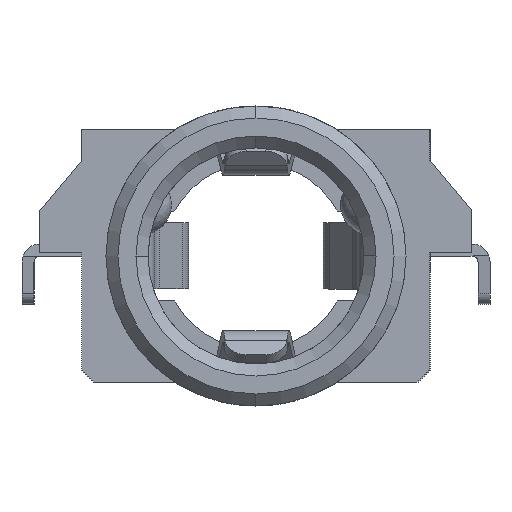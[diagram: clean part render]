
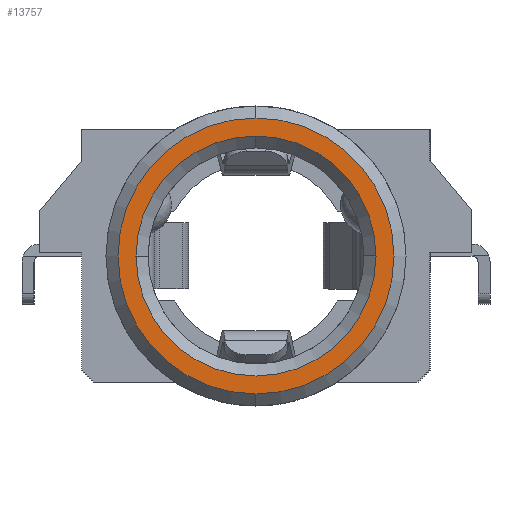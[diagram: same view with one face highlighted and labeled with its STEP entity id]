
A CAD part, left-side view. The second image highlights one B-rep face of the part: STEP entity #13757.
In plain terms, the highlighted planar face has unit normal (-1, 0, 0).
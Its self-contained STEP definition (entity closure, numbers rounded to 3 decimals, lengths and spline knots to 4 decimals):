
#8450 = EDGE_CURVE('',#8451,#8453,#8455,.T.);
#8451 = VERTEX_POINT('',#8452);
#8452 = CARTESIAN_POINT('',(-7.9156,-0.431,2.1)
  );
#8453 = VERTEX_POINT('',#8454);
#8454 = CARTESIAN_POINT('',(-7.9156,-2.431,0.1));
#8455 = CIRCLE('',#8456,2.);
#8456 = AXIS2_PLACEMENT_3D('',#8457,#8458,#8459);
#8457 = CARTESIAN_POINT('',(-7.9156,-0.431,0.1));
#8458 = DIRECTION('',(1.,0.,-0.));
#8459 = DIRECTION('',(0.,0.,1.));
#8483 = VERTEX_POINT('',#8484);
#8484 = CARTESIAN_POINT('',(-7.9156,1.569,0.1));
#8492 = EDGE_CURVE('',#8483,#8451,#8493,.T.);
#8493 = CIRCLE('',#8494,2.);
#8494 = AXIS2_PLACEMENT_3D('',#8495,#8496,#8497);
#8495 = CARTESIAN_POINT('',(-7.9156,-0.431,0.1));
#8496 = DIRECTION('',(1.,0.,-0.));
#8497 = DIRECTION('',(0.,0.,1.));
#9045 = EDGE_CURVE('',#9046,#9048,#9050,.T.);
#9046 = VERTEX_POINT('',#9047);
#9047 = CARTESIAN_POINT('',(-7.9156,-0.431,2.4
    ));
#9048 = VERTEX_POINT('',#9049);
#9049 = CARTESIAN_POINT('',(-7.9156,-0.431,
    -2.2));
#9050 = CIRCLE('',#9051,2.3);
#9051 = AXIS2_PLACEMENT_3D('',#9052,#9053,#9054);
#9052 = CARTESIAN_POINT('',(-7.9156,-0.431,0.1));
#9053 = DIRECTION('',(-1.,-0.,-0.));
#9054 = DIRECTION('',(0.,0.,-1.));
#9178 = EDGE_CURVE('',#9048,#9046,#9179,.T.);
#9179 = CIRCLE('',#9180,2.3);
#9180 = AXIS2_PLACEMENT_3D('',#9181,#9182,#9183);
#9181 = CARTESIAN_POINT('',(-7.9156,-0.431,0.1));
#9182 = DIRECTION('',(-1.,-0.,-0.));
#9183 = DIRECTION('',(0.,0.,-1.));
#9252 = EDGE_CURVE('',#8453,#8483,#9253,.T.);
#9253 = CIRCLE('',#9254,2.);
#9254 = AXIS2_PLACEMENT_3D('',#9255,#9256,#9257);
#9255 = CARTESIAN_POINT('',(-7.9156,-0.431,0.1));
#9256 = DIRECTION('',(1.,0.,-0.));
#9257 = DIRECTION('',(0.,0.,1.));
#13757 = ADVANCED_FACE('',(#13758,#13763),#13767,.T.);
#13758 = FACE_BOUND('',#13759,.T.);
#13759 = EDGE_LOOP('',(#13760,#13761,#13762));
#13760 = ORIENTED_EDGE('',*,*,#9252,.T.);
#13761 = ORIENTED_EDGE('',*,*,#8492,.T.);
#13762 = ORIENTED_EDGE('',*,*,#8450,.T.);
#13763 = FACE_BOUND('',#13764,.T.);
#13764 = EDGE_LOOP('',(#13765,#13766));
#13765 = ORIENTED_EDGE('',*,*,#9178,.T.);
#13766 = ORIENTED_EDGE('',*,*,#9045,.T.);
#13767 = PLANE('',#13768);
#13768 = AXIS2_PLACEMENT_3D('',#13769,#13770,#13771);
#13769 = CARTESIAN_POINT('',(-7.9156,-0.431,0.1));
#13770 = DIRECTION('',(-1.,0.,0.));
#13771 = DIRECTION('',(0.,0.,1.));
